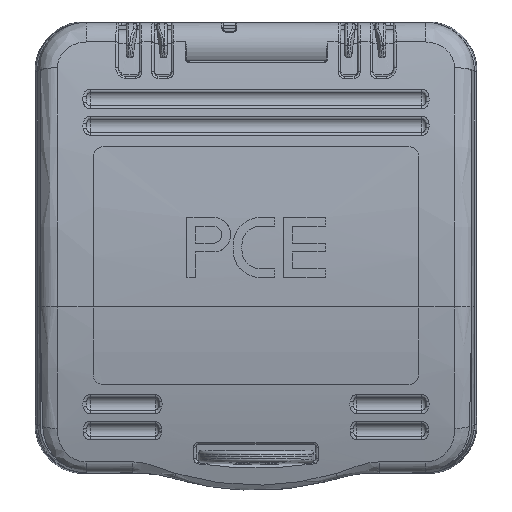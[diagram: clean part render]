
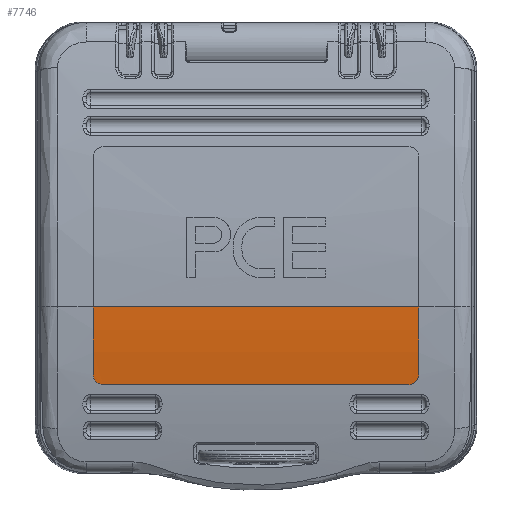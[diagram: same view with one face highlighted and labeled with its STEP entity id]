
A CAD part, top view. The second image highlights one B-rep face of the part: STEP entity #7746.
In plain terms, the highlighted cylindrical face has radius 150 mm (diameter 300 mm), a partial arc.
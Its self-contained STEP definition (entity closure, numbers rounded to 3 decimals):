
#690 = CARTESIAN_POINT ( 'NONE',  ( -33.5, -26.25, 14.265 ) ) ;
#770 = CARTESIAN_POINT ( 'NONE',  ( -32.028, -28.197, 13.953 ) ) ;
#792 = CARTESIAN_POINT ( 'NONE',  ( 31.764, -28.237, 13.946 ) ) ;
#871 = CARTESIAN_POINT ( 'NONE',  ( 33.487, -26.512, 14.224 ) ) ;
#1257 = ORIENTED_EDGE ( 'NONE', *, *, #3494, .F. ) ;
#1452 = DIRECTION ( 'NONE',  ( 0., 0., -1. ) ) ;
#1747 = ORIENTED_EDGE ( 'NONE', *, *, #14551, .T. ) ;
#1887 = ORIENTED_EDGE ( 'NONE', *, *, #14911, .T. ) ;
#2481 = ORIENTED_EDGE ( 'NONE', *, *, #15257, .T. ) ;
#2590 = CARTESIAN_POINT ( 'NONE',  ( -33.487, -26.511, 14.225 ) ) ;
#2680 = CARTESIAN_POINT ( 'NONE',  ( -31.5, -28.25, 13.944 ) ) ;
#2704 = CARTESIAN_POINT ( 'NONE',  ( 32.148, -28.147, 13.961 ) ) ;
#2790 = CARTESIAN_POINT ( 'NONE',  ( 33.5, -26.25, 14.265 ) ) ;
#2818 = DIRECTION ( 'NONE',  ( 1., 0., 0. ) ) ;
#3118 = ORIENTED_EDGE ( 'NONE', *, *, #15702, .T. ) ;
#3218 = CIRCLE ( 'NONE', #9194, 150. ) ;
#3494 = EDGE_CURVE ( 'NONE', #7535, #6082, #9178, .T. ) ;
#3719 = ORIENTED_EDGE ( 'NONE', *, *, #15854, .T. ) ;
#4043 = DIRECTION ( 'NONE',  ( 1., 0., 0. ) ) ;
#4069 = DIRECTION ( 'NONE',  ( 0., 0., -1. ) ) ;
#4356 = CARTESIAN_POINT ( 'NONE',  ( -150., -3.5, -134. ) ) ;
#4563 = CARTESIAN_POINT ( 'NONE',  ( -33.399, -26.891, 14.165 ) ) ;
#4666 = VECTOR ( 'NONE', #2818, 1000. ) ;
#4678 = CARTESIAN_POINT ( 'NONE',  ( 32.508, -27.982, 13.989 ) ) ;
#4853 = LINE ( 'NONE', #16480, #4666 ) ;
#6035 = VERTEX_POINT ( 'NONE', #24580 ) ;
#6082 = VERTEX_POINT ( 'NONE', #23693 ) ;
#6161 = VERTEX_POINT ( 'NONE', #22344 ) ;
#6178 = VERTEX_POINT ( 'NONE', #22368 ) ;
#6255 = VERTEX_POINT ( 'NONE', #20589 ) ;
#6494 = CARTESIAN_POINT ( 'NONE',  ( -33.238, -27.248, 14.108 ) ) ;
#6596 = CARTESIAN_POINT ( 'NONE',  ( 32.825, -27.754, 14.026 ) ) ;
#6807 = CIRCLE ( 'NONE', #15394, 150. ) ;
#7535 = VERTEX_POINT ( 'NONE', #13166 ) ;
#7746 = ADVANCED_FACE ( 'NONE', ( #24659 ), #24569, .T. ) ;
#7938 = DIRECTION ( 'NONE',  ( -1., 0., 0. ) ) ;
#8483 = CARTESIAN_POINT ( 'NONE',  ( -33.01, -27.568, 14.057 ) ) ;
#8591 = CARTESIAN_POINT ( 'NONE',  ( 33.094, -27.465, 14.073 ) ) ;
#9178 = LINE ( 'NONE', #11473, #9280 ) ;
#9194 = AXIS2_PLACEMENT_3D ( 'NONE', #19675, #7938, #21636 ) ;
#9280 = VECTOR ( 'NONE', #11266, 1000. ) ;
#10458 = CARTESIAN_POINT ( 'NONE',  ( -32.725, -27.836, 14.013 ) ) ;
#10476 = CARTESIAN_POINT ( 'NONE',  ( 31.631, -28.25, 13.944 ) ) ;
#10562 = CARTESIAN_POINT ( 'NONE',  ( 33.3, -27.132, 14.127 ) ) ;
#11266 = DIRECTION ( 'NONE',  ( 1., 0., 0. ) ) ;
#11473 = CARTESIAN_POINT ( 'NONE',  ( -150., -12.25, 15.745 ) ) ;
#12351 = CARTESIAN_POINT ( 'NONE',  ( -33.5, -26.381, 14.245 ) ) ;
#12422 = CARTESIAN_POINT ( 'NONE',  ( -32.39, -28.046, 13.978 ) ) ;
#12528 = CARTESIAN_POINT ( 'NONE',  ( 33.437, -26.766, 14.185 ) ) ;
#13124 = DIRECTION ( 'NONE',  ( 1., 0., 0. ) ) ;
#13166 = CARTESIAN_POINT ( 'NONE',  ( -33.5, -12.25, 15.745 ) ) ;
#14387 = CARTESIAN_POINT ( 'NONE',  ( -31.763, -28.25, 13.944 ) ) ;
#14410 = CARTESIAN_POINT ( 'NONE',  ( 32.022, -28.185, 13.955 ) ) ;
#14487 = CARTESIAN_POINT ( 'NONE',  ( 33.5, -26.38, 14.245 ) ) ;
#14551 = EDGE_CURVE ( 'NONE', #7535, #6035, #6807, .T. ) ;
#14911 = EDGE_CURVE ( 'NONE', #6035, #6161, #18309, .T. ) ;
#15257 = EDGE_CURVE ( 'NONE', #6161, #6178, #4853, .T. ) ;
#15394 = AXIS2_PLACEMENT_3D ( 'NONE', #24783, #13124, #1452 ) ;
#15702 = EDGE_CURVE ( 'NONE', #6178, #6255, #19499, .T. ) ;
#15854 = EDGE_CURVE ( 'NONE', #6255, #6082, #3218, .T. ) ;
#16263 = CARTESIAN_POINT ( 'NONE',  ( -33.437, -26.765, 14.185 ) ) ;
#16365 = CARTESIAN_POINT ( 'NONE',  ( 32.39, -28.046, 13.978 ) ) ;
#16480 = CARTESIAN_POINT ( 'NONE',  ( -150., -28.25, 13.944 ) ) ;
#18223 = CARTESIAN_POINT ( 'NONE',  ( -33.299, -27.133, 14.127 ) ) ;
#18248 = CARTESIAN_POINT ( 'NONE',  ( 31.5, -28.25, 13.944 ) ) ;
#18309 = B_SPLINE_CURVE_WITH_KNOTS ( 'NONE', 3,
 ( #690, #12351, #2590, #16263, #4563, #18223, #6494, #20212, #8483, #22171, #10458, #24104, #12422, #770, #14387, #2680 ),
 .UNSPECIFIED., .F., .F.,
 ( 4, 2, 2, 2, 2, 2, 2, 4 ),
 ( 0., 0., 0.001, 0.001, 0.002, 0.002, 0.002, 0.003 ),
 .UNSPECIFIED. ) ;
#18328 = CARTESIAN_POINT ( 'NONE',  ( 32.725, -27.837, 14.013 ) ) ;
#18449 = EDGE_LOOP ( 'NONE', ( #1257, #1747, #1887, #2481, #3118, #3719 ) ) ;
#19499 = B_SPLINE_CURVE_WITH_KNOTS ( 'NONE', 3,
 ( #18248, #10476, #792, #14410, #2704, #16365, #4678, #18328, #6596, #20316, #8591, #22279, #10562, #24204, #12528, #871, #14487, #2790 ),
 .UNSPECIFIED., .F., .F.,
 ( 4, 2, 2, 2, 2, 2, 2, 2, 4 ),
 ( 0.003, 0.004, 0.004, 0.004, 0.005, 0.005, 0.006, 0.006, 0.006 ),
 .UNSPECIFIED. ) ;
#19675 = CARTESIAN_POINT ( 'NONE',  ( 33.5, -3.5, -134. ) ) ;
#20212 = CARTESIAN_POINT ( 'NONE',  ( -33.094, -27.465, 14.073 ) ) ;
#20316 = CARTESIAN_POINT ( 'NONE',  ( 33.012, -27.566, 14.057 ) ) ;
#20589 = CARTESIAN_POINT ( 'NONE',  ( 33.5, -26.25, 14.265 ) ) ;
#21636 = DIRECTION ( 'NONE',  ( 0., 0., 1. ) ) ;
#22171 = CARTESIAN_POINT ( 'NONE',  ( -32.826, -27.753, 14.026 ) ) ;
#22279 = CARTESIAN_POINT ( 'NONE',  ( 33.238, -27.249, 14.108 ) ) ;
#22344 = CARTESIAN_POINT ( 'NONE',  ( -31.5, -28.25, 13.944 ) ) ;
#22368 = CARTESIAN_POINT ( 'NONE',  ( 31.5, -28.25, 13.944 ) ) ;
#23281 = AXIS2_PLACEMENT_3D ( 'NONE', #4356, #4043, #4069 ) ;
#23693 = CARTESIAN_POINT ( 'NONE',  ( 33.5, -12.25, 15.745 ) ) ;
#24104 = CARTESIAN_POINT ( 'NONE',  ( -32.507, -27.983, 13.988 ) ) ;
#24204 = CARTESIAN_POINT ( 'NONE',  ( 33.399, -26.891, 14.165 ) ) ;
#24569 = CYLINDRICAL_SURFACE ( 'NONE', #23281, 150. ) ;
#24580 = CARTESIAN_POINT ( 'NONE',  ( -33.5, -26.25, 14.265 ) ) ;
#24659 = FACE_OUTER_BOUND ( 'NONE', #18449, .T. ) ;
#24783 = CARTESIAN_POINT ( 'NONE',  ( -33.5, -3.5, -134. ) ) ;
